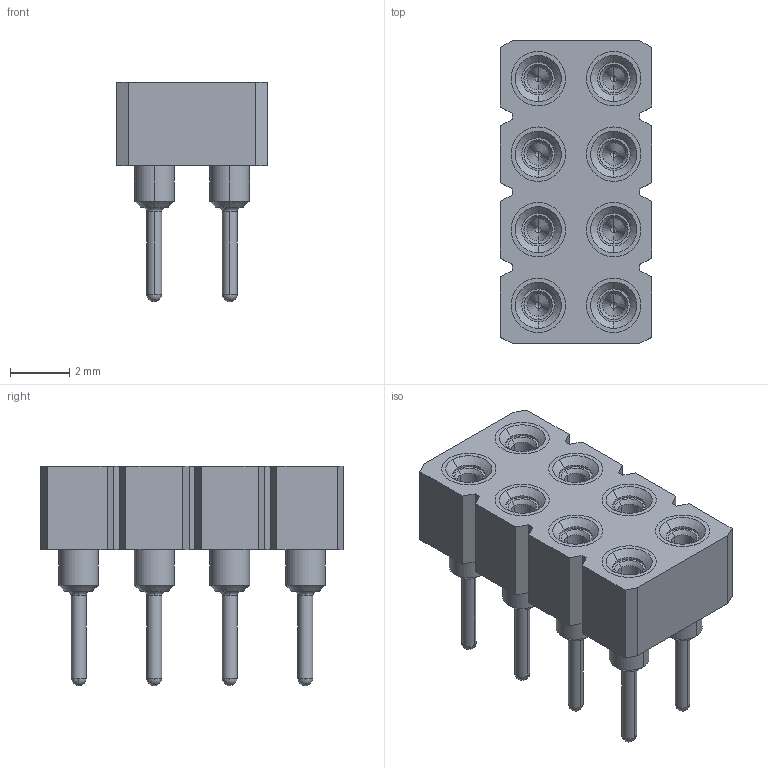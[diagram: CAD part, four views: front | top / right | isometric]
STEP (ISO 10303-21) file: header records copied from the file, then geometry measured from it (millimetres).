
FILE_DESCRIPTION(('FreeCAD Model'),'2;1');
FILE_NAME('Open CASCADE Shape Model','2022-06-12T15:35:01',( 'kicad StepUp'),('ksu MCAD'),'Open CASCADE STEP processor 7.5', 'FreeCAD','Unknown');
FILE_SCHEMA(('AUTOMOTIVE_DESIGN { 1 0 10303 214 1 1 1 1 }'));
Length unit declared in the file: millimetre
Products named in the file (1): pcb_connector_410-83-208-41-001101
Bounding box: 5.08 x 10.16 x 7.37 mm (x, y, z)
Volume: 140.9 mm3; surface area: 422.2 mm2
Topology: 1 solids, 1 shells, 338 faces, 784 edges, 456 vertices
Faces by surface type: cone 128, cylinder 112, plane 66, torus 16, revolution 16
Entity records: 11875 total; most frequent: DIRECTION 1830, CARTESIAN_POINT 1659, ORIENTED_EDGE 1504, EDGE_CURVE 752, AXIS2_PLACEMENT_3D 739, VERTEX_POINT 456, CIRCLE 416, FACE_BOUND 378
